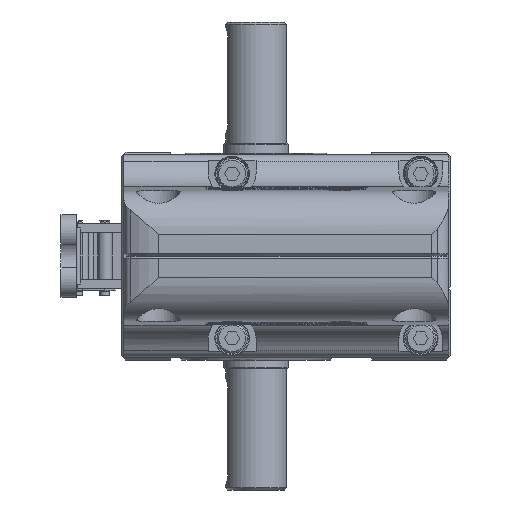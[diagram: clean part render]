
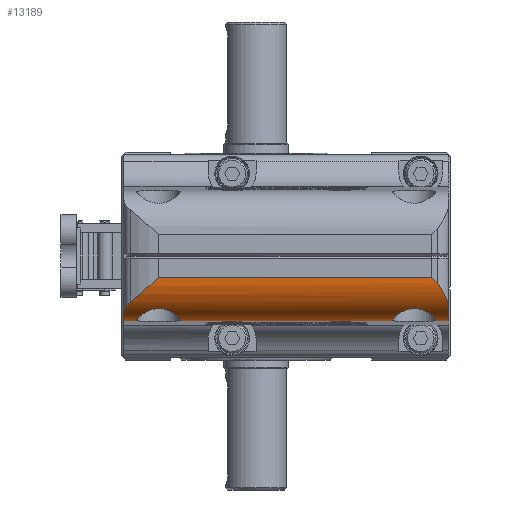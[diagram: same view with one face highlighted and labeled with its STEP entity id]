
A CAD part, left-side view. The second image highlights one B-rep face of the part: STEP entity #13189.
In plain terms, the highlighted cylindrical face has radius 10 mm (diameter 20 mm), a partial arc.
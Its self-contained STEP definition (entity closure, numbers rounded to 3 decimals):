
#332=B_SPLINE_CURVE_WITH_KNOTS('',3,(#21791,#21792,#21793,#21794,#21795,
#21796,#21797,#21798,#21799,#21800,#21801,#21802,#21803),.UNSPECIFIED.,
 .F.,.F.,(4,1,1,1,1,1,1,1,1,1,4),(0.,0.003,
0.005,0.008,0.009,0.01,
0.011,0.013,0.015,0.018,
0.02),.UNSPECIFIED.);
#333=B_SPLINE_CURVE_WITH_KNOTS('',3,(#21810,#21811,#21812,#21813,#21814,
#21815,#21816,#21817),.UNSPECIFIED.,.F.,.F.,(4,1,1,1,1,4),(0.,0.002,
0.004,0.006,0.007,0.007),
 .UNSPECIFIED.);
#334=B_SPLINE_CURVE_WITH_KNOTS('',3,(#21819,#21820,#21821,#21822),
 .UNSPECIFIED.,.F.,.F.,(4,4),(0.,0.002),.UNSPECIFIED.);
#335=B_SPLINE_CURVE_WITH_KNOTS('',3,(#21826,#21827,#21828,#21829,#21830,
#21831),.UNSPECIFIED.,.F.,.F.,(4,1,1,4),(0.,0.004,
0.007,0.009),.UNSPECIFIED.);
#336=B_SPLINE_CURVE_WITH_KNOTS('',3,(#21833,#21834,#21835,#21836,#21837),
 .UNSPECIFIED.,.F.,.F.,(4,1,4),(0.,0.002,
0.004),.UNSPECIFIED.);
#337=B_SPLINE_CURVE_WITH_KNOTS('',3,(#21843,#21844,#21845,#21846,#21847,
#21848,#21849,#21850,#21851,#21852,#21853,#21854,#21855),.UNSPECIFIED.,
 .F.,.F.,(4,1,1,1,1,1,1,1,1,1,4),(0.,0.003,
0.005,0.008,0.009,0.01,
0.011,0.013,0.015,0.018,
0.02),.UNSPECIFIED.);
#531=CYLINDRICAL_SURFACE('',#14370,10.);
#946=CIRCLE('',#14371,10.);
#947=CIRCLE('',#14372,10.);
#2922=ORIENTED_EDGE('',*,*,#5801,.F.);
#2923=ORIENTED_EDGE('',*,*,#5802,.T.);
#2924=ORIENTED_EDGE('',*,*,#5803,.T.);
#2925=ORIENTED_EDGE('',*,*,#5804,.T.);
#2926=ORIENTED_EDGE('',*,*,#5805,.T.);
#2927=ORIENTED_EDGE('',*,*,#5806,.F.);
#2928=ORIENTED_EDGE('',*,*,#5807,.T.);
#2929=ORIENTED_EDGE('',*,*,#5808,.T.);
#2930=ORIENTED_EDGE('',*,*,#5809,.F.);
#2931=ORIENTED_EDGE('',*,*,#5810,.T.);
#2932=ORIENTED_EDGE('',*,*,#5811,.F.);
#2933=ORIENTED_EDGE('',*,*,#5812,.T.);
#5801=EDGE_CURVE('',#7388,#7389,#332,.T.);
#5802=EDGE_CURVE('',#7388,#7390,#8514,.T.);
#5803=EDGE_CURVE('',#7390,#7391,#946,.T.);
#5804=EDGE_CURVE('',#7391,#7392,#333,.T.);
#5805=EDGE_CURVE('',#7392,#7393,#334,.T.);
#5806=EDGE_CURVE('',#7394,#7393,#8515,.T.);
#5807=EDGE_CURVE('',#7394,#7395,#335,.F.);
#5808=EDGE_CURVE('',#7395,#7396,#336,.T.);
#5809=EDGE_CURVE('',#7397,#7396,#947,.T.);
#5810=EDGE_CURVE('',#7397,#7398,#8516,.T.);
#5811=EDGE_CURVE('',#7399,#7398,#337,.T.);
#5812=EDGE_CURVE('',#7399,#7389,#8517,.T.);
#7388=VERTEX_POINT('',#21804);
#7389=VERTEX_POINT('',#21805);
#7390=VERTEX_POINT('',#21807);
#7391=VERTEX_POINT('',#21809);
#7392=VERTEX_POINT('',#21818);
#7393=VERTEX_POINT('',#21823);
#7394=VERTEX_POINT('',#21825);
#7395=VERTEX_POINT('',#21832);
#7396=VERTEX_POINT('',#21838);
#7397=VERTEX_POINT('',#21840);
#7398=VERTEX_POINT('',#21842);
#7399=VERTEX_POINT('',#21856);
#8514=LINE('',#21806,#9563);
#8515=LINE('',#21824,#9564);
#8516=LINE('',#21841,#9565);
#8517=LINE('',#21857,#9566);
#9563=VECTOR('',#16916,1000.);
#9564=VECTOR('',#16919,1000.);
#9565=VECTOR('',#16922,1000.);
#9566=VECTOR('',#16923,1000.);
#10636=EDGE_LOOP('',(#2922,#2923,#2924,#2925,#2926,#2927,#2928,#2929,#2930,
#2931,#2932,#2933));
#11746=FACE_BOUND('',#10636,.T.);
#13189=ADVANCED_FACE('',(#11746),#531,.T.);
#14370=AXIS2_PLACEMENT_3D('',#21790,#16914,#16915);
#14371=AXIS2_PLACEMENT_3D('',#21808,#16917,#16918);
#14372=AXIS2_PLACEMENT_3D('',#21839,#16920,#16921);
#16914=DIRECTION('',(0.,-1.,0.));
#16915=DIRECTION('',(0.,0.,-1.));
#16916=DIRECTION('',(0.,-1.,0.));
#16917=DIRECTION('',(0.,1.,0.));
#16918=DIRECTION('',(1.,0.,0.));
#16919=DIRECTION('',(0.,-1.,0.));
#16920=DIRECTION('',(0.,1.,0.));
#16921=DIRECTION('',(1.,0.,0.));
#16922=DIRECTION('',(0.,-1.,0.));
#16923=DIRECTION('',(0.,-1.,0.));
#21790=CARTESIAN_POINT('',(-95.,37.5,-5.));
#21791=CARTESIAN_POINT('',(-95.144,-34.143,-14.999));
#21792=CARTESIAN_POINT('',(-95.945,-34.463,-14.987));
#21793=CARTESIAN_POINT('',(-97.68,-34.664,-14.753));
#21794=CARTESIAN_POINT('',(-99.968,-33.746,-13.776));
#21795=CARTESIAN_POINT('',(-101.272,-32.302,-12.814));
#21796=CARTESIAN_POINT('',(-101.886,-30.788,-12.256));
#21797=CARTESIAN_POINT('',(-102.056,-29.504,-12.085));
#21798=CARTESIAN_POINT('',(-101.889,-28.222,-12.253));
#21799=CARTESIAN_POINT('',(-101.275,-26.699,-12.813));
#21800=CARTESIAN_POINT('',(-99.963,-25.253,-13.778));
#21801=CARTESIAN_POINT('',(-97.695,-24.339,-14.748));
#21802=CARTESIAN_POINT('',(-95.947,-24.536,-14.987));
#21803=CARTESIAN_POINT('',(-95.144,-24.857,-14.999));
#21804=CARTESIAN_POINT('',(-95.144,-34.143,-14.999));
#21805=CARTESIAN_POINT('',(-95.144,-24.857,-14.999));
#21806=CARTESIAN_POINT('',(-95.144,37.5,-14.999));
#21807=CARTESIAN_POINT('',(-95.144,-37.5,-14.999));
#21808=CARTESIAN_POINT('',(-95.,-37.5,-5.));
#21809=CARTESIAN_POINT('',(-101.95,-37.5,-12.19));
#21810=CARTESIAN_POINT('',(-101.95,-37.5,-12.19));
#21811=CARTESIAN_POINT('',(-102.403,-37.5,-11.753));
#21812=CARTESIAN_POINT('',(-103.204,-37.303,-10.812));
#21813=CARTESIAN_POINT('',(-104.091,-36.682,-9.284));
#21814=CARTESIAN_POINT('',(-104.579,-36.011,-7.958));
#21815=CARTESIAN_POINT('',(-104.827,-35.393,-6.911));
#21816=CARTESIAN_POINT('',(-104.907,-35.058,-6.381));
#21817=CARTESIAN_POINT('',(-104.932,-34.83,-6.166));
#21818=CARTESIAN_POINT('',(-104.932,-34.83,-6.166));
#21819=CARTESIAN_POINT('',(-104.932,-34.83,-6.166));
#21820=CARTESIAN_POINT('',(-104.977,-34.387,-5.778));
#21821=CARTESIAN_POINT('',(-105.,-33.944,-5.389));
#21822=CARTESIAN_POINT('',(-105.,-33.5,-5.));
#21823=CARTESIAN_POINT('',(-105.,-33.5,-5.));
#21824=CARTESIAN_POINT('',(-105.,37.5,-5.));
#21825=CARTESIAN_POINT('',(-105.,29.5,-5.));
#21826=CARTESIAN_POINT('',(-103.258,36.,-10.639));
#21827=CARTESIAN_POINT('',(-103.858,34.962,-9.761));
#21828=CARTESIAN_POINT('',(-104.498,33.368,-8.385));
#21829=CARTESIAN_POINT('',(-104.928,31.177,-6.471));
#21830=CARTESIAN_POINT('',(-105.,30.051,-5.483));
#21831=CARTESIAN_POINT('',(-105.,29.5,-5.));
#21832=CARTESIAN_POINT('',(-103.258,36.,-10.639));
#21833=CARTESIAN_POINT('',(-103.258,36.,-10.639));
#21834=CARTESIAN_POINT('',(-102.981,36.48,-11.045));
#21835=CARTESIAN_POINT('',(-102.25,37.187,-11.977));
#21836=CARTESIAN_POINT('',(-101.226,37.5,-12.856));
#21837=CARTESIAN_POINT('',(-100.66,37.5,-13.244));
#21838=CARTESIAN_POINT('',(-100.66,37.5,-13.244));
#21839=CARTESIAN_POINT('',(-95.,37.5,-5.));
#21840=CARTESIAN_POINT('',(-95.144,37.5,-14.999));
#21841=CARTESIAN_POINT('',(-95.144,37.5,-14.999));
#21842=CARTESIAN_POINT('',(-95.144,34.143,-14.999));
#21843=CARTESIAN_POINT('',(-95.144,24.857,-14.999));
#21844=CARTESIAN_POINT('',(-95.945,24.537,-14.987));
#21845=CARTESIAN_POINT('',(-97.68,24.336,-14.753));
#21846=CARTESIAN_POINT('',(-99.968,25.254,-13.776));
#21847=CARTESIAN_POINT('',(-101.272,26.698,-12.814));
#21848=CARTESIAN_POINT('',(-101.886,28.212,-12.256));
#21849=CARTESIAN_POINT('',(-102.056,29.496,-12.085));
#21850=CARTESIAN_POINT('',(-101.889,30.778,-12.253));
#21851=CARTESIAN_POINT('',(-101.275,32.301,-12.813));
#21852=CARTESIAN_POINT('',(-99.963,33.747,-13.778));
#21853=CARTESIAN_POINT('',(-97.695,34.661,-14.748));
#21854=CARTESIAN_POINT('',(-95.947,34.464,-14.987));
#21855=CARTESIAN_POINT('',(-95.144,34.143,-14.999));
#21856=CARTESIAN_POINT('',(-95.144,24.857,-14.999));
#21857=CARTESIAN_POINT('',(-95.144,37.5,-14.999));
